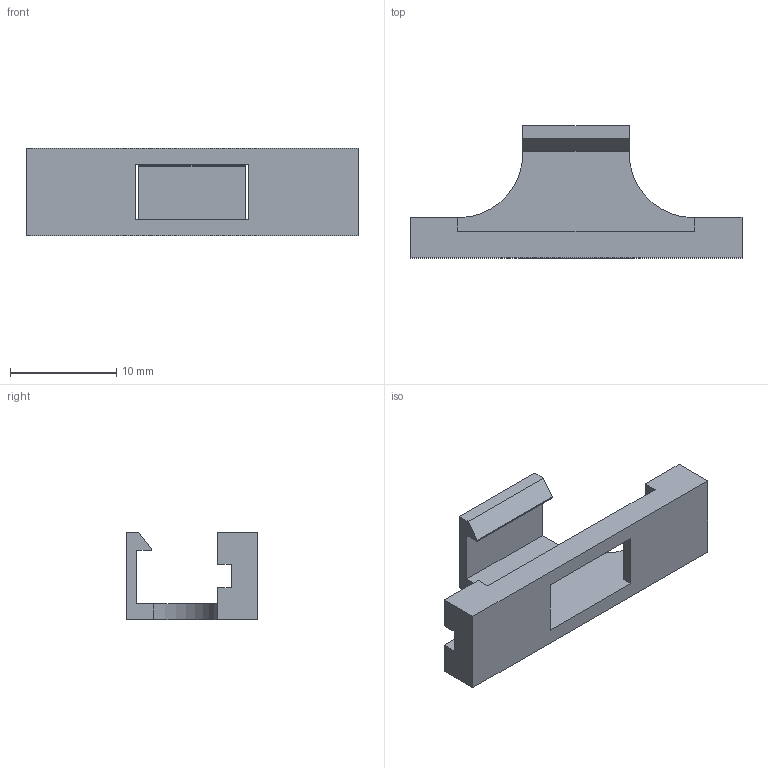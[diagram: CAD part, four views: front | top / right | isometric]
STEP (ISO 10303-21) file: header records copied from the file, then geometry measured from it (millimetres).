
FILE_DESCRIPTION (( 'STEP AP203' ), '1' );
FILE_NAME ('2917-0001-0001.STEP', '2019-07-11T17:43:10', ( '' ), ( '' ), 'SwSTEP 2.0', 'SolidWorks 2016', '' );
FILE_SCHEMA (( 'CONFIG_CONTROL_DESIGN' ));
Length unit declared in the file: millimetre
Products named in the file (1): 2917-0001-0001
Bounding box: 31.2 x 12.4 x 8.2 mm (x, y, z)
Volume: 687.4 mm3; surface area: 1251.8 mm2
Topology: 1 solids, 1 shells, 37 faces, 108 edges, 72 vertices
Faces by surface type: plane 33, cylinder 4
Entity records: 1291 total; most frequent: CARTESIAN_POINT 218, ORIENTED_EDGE 216, DIRECTION 192, EDGE_CURVE 108, VECTOR 100, LINE 100, VERTEX_POINT 72, AXIS2_PLACEMENT_3D 46
